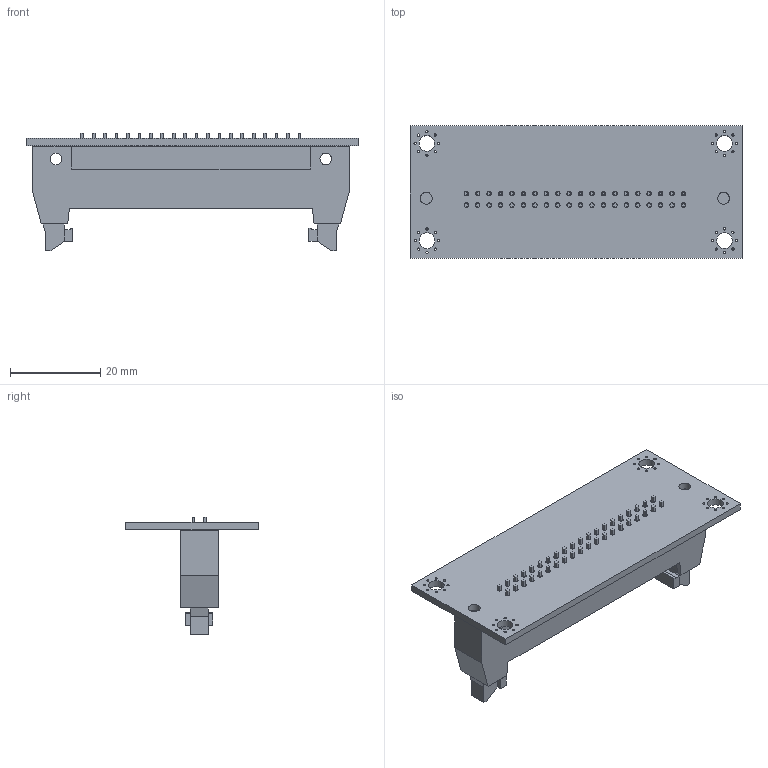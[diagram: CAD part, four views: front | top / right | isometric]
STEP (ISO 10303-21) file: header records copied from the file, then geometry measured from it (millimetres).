
FILE_DESCRIPTION(('FreeCAD Model'),'2;1');
FILE_NAME('Open CASCADE Shape Model','2024-10-08T17:51:06',('Author'),( ''),'Open CASCADE STEP processor 7.4','FreeCAD','Unknown');
FILE_SCHEMA(('AUTOMOTIVE_DESIGN { 1 0 10303 214 1 1 1 1 }'));
Length unit declared in the file: millimetre
Products named in the file (6): lcd_connector; Board_Geoms_2f6b; Pcb_2f6b; Step_Models_2f6b; Bot_2f6b; J1_100081423ugm000_b_d4a890c2747c
Assembly tree (5 placements, depth 4):
  lcd_connector
    Board_Geoms_2f6b
      Pcb_2f6b
    Step_Models_2f6b
      Bot_2f6b
        J1_100081423ugm000_b_d4a890c2747c
Bounding box: 73.77 x 29.47 x 26.2 mm (x, y, z)
Volume: 9035.2 mm3; surface area: 10564.5 mm2
Topology: 2 solids, 2 shells, 598 faces, 1527 edges, 1014 vertices
Faces by surface type: plane 514, cylinder 84
Full cylindrical faces by diameter (mm): 0.5 x32, 1 x40, 2.6 x4, 2.69 x2, 3.5 x4
Entity records: 19087 total; most frequent: CARTESIAN_POINT 3149, ORIENTED_EDGE 3054, DIRECTION 2899, EDGE_CURVE 1527, LINE 1355, VECTOR 1355, VERTEX_POINT 1014, FACE_BOUND 843
